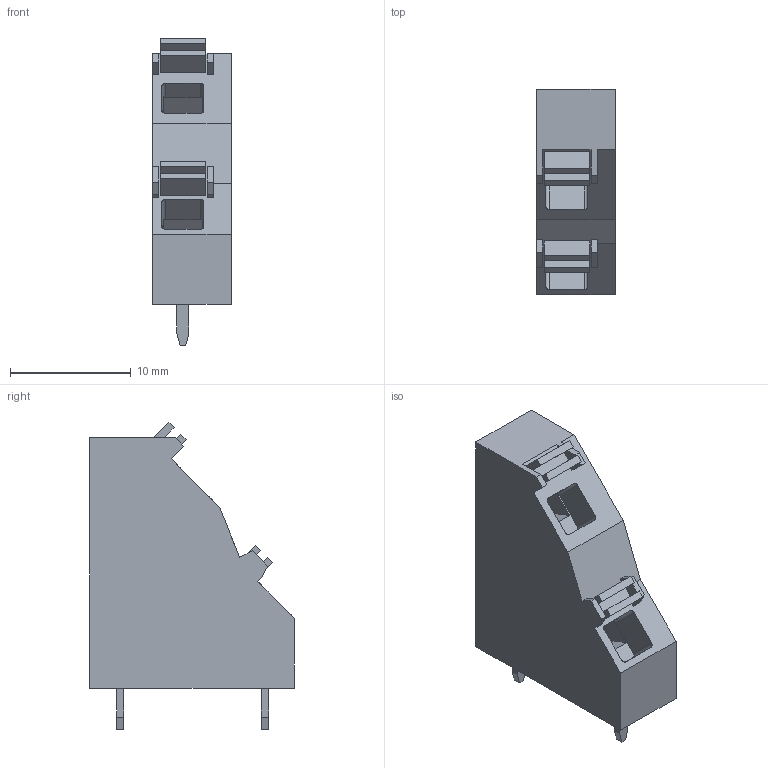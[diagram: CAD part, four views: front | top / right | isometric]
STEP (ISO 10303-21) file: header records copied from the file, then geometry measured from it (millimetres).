
FILE_DESCRIPTION (( 'STEP AP214' ), '1' );
FILE_NAME ('CONN-TH_2P-P5.00_KFM736H-5.0-2X1P.STEP', '2022-10-11T07:43:00', ( '' ), ( '' ), 'SwSTEP 2.0', 'SolidWorks 2020', '' );
FILE_SCHEMA (( 'AUTOMOTIVE_DESIGN' ));
Length unit declared in the file: millimetre
Products named in the file (1): CONN-TH_2P-P5.00_KFM736H-5.0-2X1P
Bounding box: 6.51 x 17 x 25.44 mm (x, y, z)
Volume: 1608.5 mm3; surface area: 1282.5 mm2
Topology: 1 solids, 1 shells, 311 faces, 855 edges, 570 vertices
Faces by surface type: plane 205, bspline 98, cylinder 8
Entity records: 13752 total; most frequent: CARTESIAN_POINT 3055, ORIENTED_EDGE 1710, DIRECTION 1095, EDGE_CURVE 855, LINE 635, VECTOR 635, VERTEX_POINT 570, EDGE_LOOP 335
